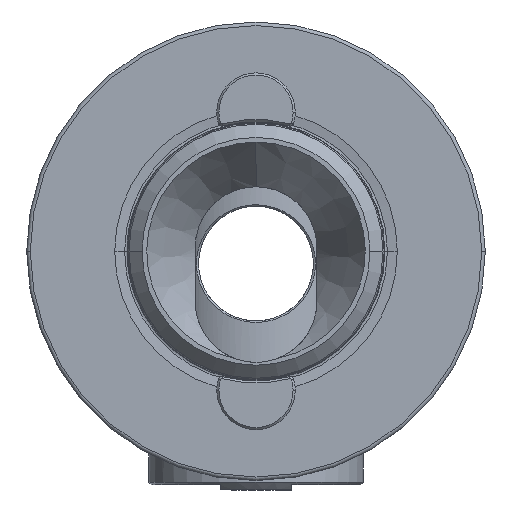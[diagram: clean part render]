
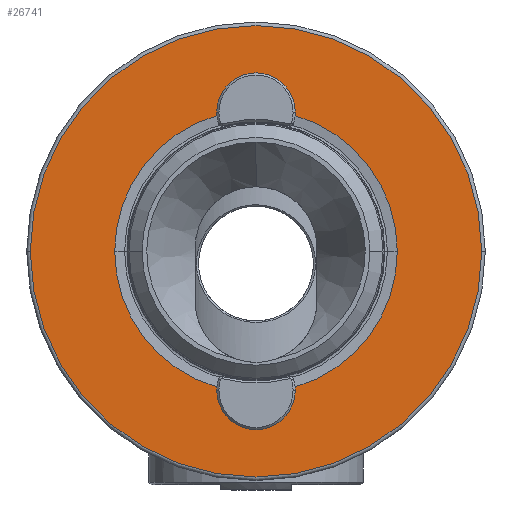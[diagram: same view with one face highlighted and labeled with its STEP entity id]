
A CAD part, left-side view. The second image highlights one B-rep face of the part: STEP entity #26741.
In plain terms, the highlighted planar face has unit normal (-1, 0, 0).
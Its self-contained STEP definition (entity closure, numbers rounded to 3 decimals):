
#366 = EDGE_CURVE ( 'NONE', #24849, #842, #18932, .T. ) ;
#842 = VERTEX_POINT ( 'NONE', #4916 ) ;
#939 = DIRECTION ( 'NONE',  ( 0., 0., 1. ) ) ;
#987 = EDGE_CURVE ( 'NONE', #8444, #15690, #15804, .T. ) ;
#2076 = CARTESIAN_POINT ( 'NONE',  ( 0., 2.305, -19.58 ) ) ;
#3499 = DIRECTION ( 'NONE',  ( 0., 0., 1. ) ) ;
#3546 = DIRECTION ( 'NONE',  ( 0., -1., 0. ) ) ;
#3939 = CIRCLE ( 'NONE', #13532, 31.5 ) ;
#4916 = CARTESIAN_POINT ( 'NONE',  ( 0., -2.305, 19.58 ) ) ;
#5278 = CIRCLE ( 'NONE', #14876, 19.715 ) ;
#5665 = DIRECTION ( 'NONE',  ( -1., 0., 0. ) ) ;
#5725 = DIRECTION ( 'NONE',  ( -1., 0., 0. ) ) ;
#5791 = AXIS2_PLACEMENT_3D ( 'NONE', #30066, #13478, #13169 ) ;
#5876 = DIRECTION ( 'NONE',  ( -1., 0., 0. ) ) ;
#6275 = AXIS2_PLACEMENT_3D ( 'NONE', #29176, #17780, #10691 ) ;
#6757 = CARTESIAN_POINT ( 'NONE',  ( 0., 31.5, 0. ) ) ;
#6813 = CARTESIAN_POINT ( 'NONE',  ( 0., -19.715, 0. ) ) ;
#7439 = CARTESIAN_POINT ( 'NONE',  ( 0., 0., 0. ) ) ;
#8375 = ORIENTED_EDGE ( 'NONE', *, *, #8848, .F. ) ;
#8444 = VERTEX_POINT ( 'NONE', #30397 ) ;
#8693 = VERTEX_POINT ( 'NONE', #10787 ) ;
#8763 = ORIENTED_EDGE ( 'NONE', *, *, #27291, .F. ) ;
#8848 = EDGE_CURVE ( 'NONE', #8693, #28193, #25083, .T. ) ;
#9446 = FACE_BOUND ( 'NONE', #30404, .T. ) ;
#9842 = CARTESIAN_POINT ( 'NONE',  ( 0., 0., 0. ) ) ;
#9854 = ORIENTED_EDGE ( 'NONE', *, *, #31167, .F. ) ;
#9906 = FACE_OUTER_BOUND ( 'NONE', #29656, .T. ) ;
#9953 = DIRECTION ( 'NONE',  ( -1., 0., 0. ) ) ;
#10252 = DIRECTION ( 'NONE',  ( 0., -1., 0. ) ) ;
#10342 = ORIENTED_EDGE ( 'NONE', *, *, #22907, .T. ) ;
#10572 = DIRECTION ( 'NONE',  ( 0., -1., 0. ) ) ;
#10691 = DIRECTION ( 'NONE',  ( 0., 1., 0. ) ) ;
#10787 = CARTESIAN_POINT ( 'NONE',  ( 0., 2.305, 19.58 ) ) ;
#10906 = ORIENTED_EDGE ( 'NONE', *, *, #987, .F. ) ;
#10974 = DIRECTION ( 'NONE',  ( 0., -1., 0. ) ) ;
#11011 = CARTESIAN_POINT ( 'NONE',  ( 0., 19.715, 0. ) ) ;
#11445 = AXIS2_PLACEMENT_3D ( 'NONE', #29785, #29933, #17935 ) ;
#11534 = CIRCLE ( 'NONE', #16538, 3. ) ;
#12552 = CARTESIAN_POINT ( 'NONE',  ( 0., -31.5, 0. ) ) ;
#13156 = VERTEX_POINT ( 'NONE', #12552 ) ;
#13169 = DIRECTION ( 'NONE',  ( 0., 0., 1. ) ) ;
#13337 = DIRECTION ( 'NONE',  ( -1., 0., 0. ) ) ;
#13458 = VERTEX_POINT ( 'NONE', #2076 ) ;
#13478 = DIRECTION ( 'NONE',  ( -1., 0., 0. ) ) ;
#13532 = AXIS2_PLACEMENT_3D ( 'NONE', #22372, #5665, #10572 ) ;
#13974 = DIRECTION ( 'NONE',  ( -1., 0., 0. ) ) ;
#14042 = ORIENTED_EDGE ( 'NONE', *, *, #22625, .F. ) ;
#14876 = AXIS2_PLACEMENT_3D ( 'NONE', #30227, #13337, #10974 ) ;
#14955 = CIRCLE ( 'NONE', #11445, 19.715 ) ;
#15333 = CARTESIAN_POINT ( 'NONE',  ( 0., 0., 21.5 ) ) ;
#15431 = ORIENTED_EDGE ( 'NONE', *, *, #27333, .T. ) ;
#15690 = VERTEX_POINT ( 'NONE', #22131 ) ;
#15706 = ORIENTED_EDGE ( 'NONE', *, *, #18433, .F. ) ;
#15804 = CIRCLE ( 'NONE', #18396, 3. ) ;
#16468 = ORIENTED_EDGE ( 'NONE', *, *, #17519, .F. ) ;
#16538 = AXIS2_PLACEMENT_3D ( 'NONE', #15333, #5876, #3499 ) ;
#16618 = ORIENTED_EDGE ( 'NONE', *, *, #366, .F. ) ;
#16891 = CIRCLE ( 'NONE', #20900, 3. ) ;
#17519 = EDGE_CURVE ( 'NONE', #842, #26242, #24420, .T. ) ;
#17780 = DIRECTION ( 'NONE',  ( 1., 0., 0. ) ) ;
#17935 = DIRECTION ( 'NONE',  ( 0., -1., 0. ) ) ;
#18396 = AXIS2_PLACEMENT_3D ( 'NONE', #23177, #27636, #939 ) ;
#18433 = EDGE_CURVE ( 'NONE', #13458, #8444, #16891, .T. ) ;
#18518 = CARTESIAN_POINT ( 'NONE',  ( 0., 0., 0. ) ) ;
#18932 = CIRCLE ( 'NONE', #28537, 19.715 ) ;
#19512 = PLANE ( 'NONE',  #6275 ) ;
#19884 = AXIS2_PLACEMENT_3D ( 'NONE', #18518, #30370, #3546 ) ;
#20900 = AXIS2_PLACEMENT_3D ( 'NONE', #21666, #13974, #31028 ) ;
#21666 = CARTESIAN_POINT ( 'NONE',  ( 0., 0., -21.5 ) ) ;
#22131 = CARTESIAN_POINT ( 'NONE',  ( 0., -2.305, -19.58 ) ) ;
#22372 = CARTESIAN_POINT ( 'NONE',  ( 0., 0., 0. ) ) ;
#22625 = EDGE_CURVE ( 'NONE', #26242, #8693, #11534, .T. ) ;
#22907 = EDGE_CURVE ( 'NONE', #13156, #23154, #3939, .T. ) ;
#23154 = VERTEX_POINT ( 'NONE', #6757 ) ;
#23177 = CARTESIAN_POINT ( 'NONE',  ( 0., 0., -21.5 ) ) ;
#24420 = CIRCLE ( 'NONE', #5791, 3. ) ;
#24813 = DIRECTION ( 'NONE',  ( 0., -1., 0. ) ) ;
#24849 = VERTEX_POINT ( 'NONE', #6813 ) ;
#25083 = CIRCLE ( 'NONE', #31149, 19.715 ) ;
#25582 = CARTESIAN_POINT ( 'NONE',  ( 0., 0., 24.5 ) ) ;
#26242 = VERTEX_POINT ( 'NONE', #25582 ) ;
#26741 = ADVANCED_FACE ( 'NONE', ( #9446, #9906 ), #19512, .F. ) ;
#27291 = EDGE_CURVE ( 'NONE', #28193, #13458, #5278, .T. ) ;
#27333 = EDGE_CURVE ( 'NONE', #23154, #13156, #31004, .T. ) ;
#27636 = DIRECTION ( 'NONE',  ( -1., 0., 0. ) ) ;
#28193 = VERTEX_POINT ( 'NONE', #11011 ) ;
#28537 = AXIS2_PLACEMENT_3D ( 'NONE', #9842, #5725, #24813 ) ;
#29176 = CARTESIAN_POINT ( 'NONE',  ( 0., -19.715, 0. ) ) ;
#29656 = EDGE_LOOP ( 'NONE', ( #10342, #15431 ) ) ;
#29785 = CARTESIAN_POINT ( 'NONE',  ( 0., 0., 0. ) ) ;
#29933 = DIRECTION ( 'NONE',  ( -1., 0., 0. ) ) ;
#30066 = CARTESIAN_POINT ( 'NONE',  ( 0., 0., 21.5 ) ) ;
#30227 = CARTESIAN_POINT ( 'NONE',  ( 0., 0., 0. ) ) ;
#30370 = DIRECTION ( 'NONE',  ( -1., 0., 0. ) ) ;
#30397 = CARTESIAN_POINT ( 'NONE',  ( 0., 0., -24.5 ) ) ;
#30404 = EDGE_LOOP ( 'NONE', ( #8375, #14042, #16468, #16618, #9854, #10906, #15706, #8763 ) ) ;
#31004 = CIRCLE ( 'NONE', #19884, 31.5 ) ;
#31028 = DIRECTION ( 'NONE',  ( 0., 0., 1. ) ) ;
#31149 = AXIS2_PLACEMENT_3D ( 'NONE', #7439, #9953, #10252 ) ;
#31167 = EDGE_CURVE ( 'NONE', #15690, #24849, #14955, .T. ) ;
